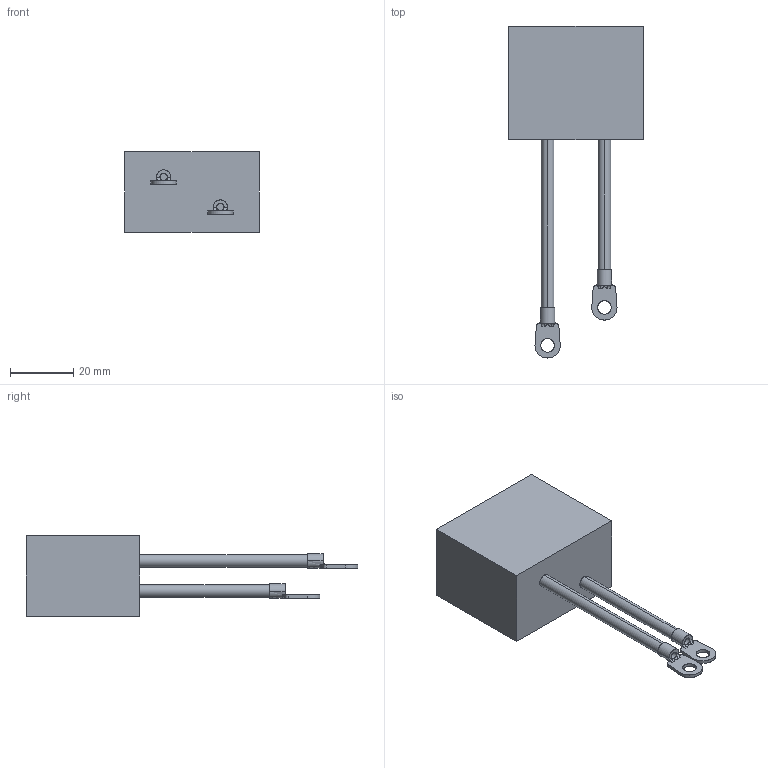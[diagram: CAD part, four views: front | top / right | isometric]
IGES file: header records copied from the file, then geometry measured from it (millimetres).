
Start section: SolidWorks IGES file using analytic representation for surfaces
Global section: file name: RINDLS22R-29.IGS; native system: SolidWorks 2018; preprocessor: SolidWorks 2018; author: hoang.le; date: 190308.135344; units: millimetre
Bounding box: 42.5 x 104.9 x 25.5 mm (x, y, z)
Surface area: 8823.3 mm2 (no closed solid volume)
Topology: 0 solids, 0 shells, 64 faces, 956 edges, 956 vertices
Faces by surface type: bspline 38, revolution 26
